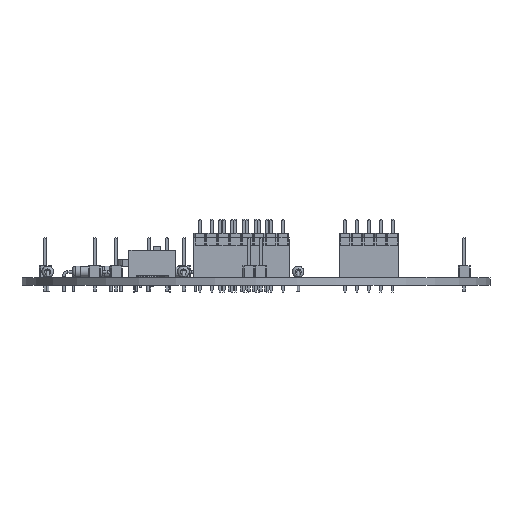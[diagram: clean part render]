
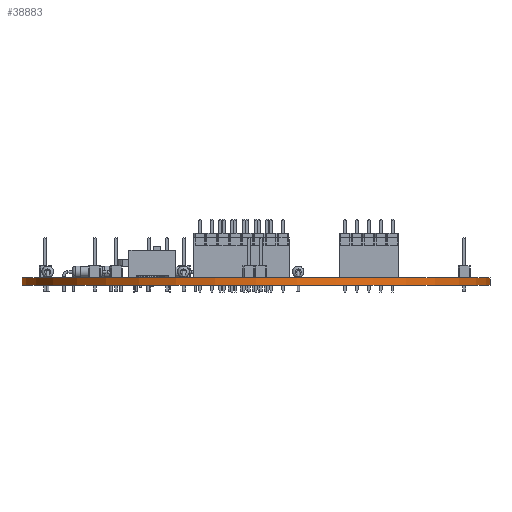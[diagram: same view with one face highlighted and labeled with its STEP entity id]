
A CAD part, front view. The second image highlights one B-rep face of the part: STEP entity #38883.
In plain terms, the highlighted cylindrical face has radius 50 mm (diameter 100 mm), a full revolution.
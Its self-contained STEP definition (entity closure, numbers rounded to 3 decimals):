
#38883 = ADVANCED_FACE('',(#38884),#38911,.T.);
#38884 = FACE_BOUND('',#38885,.F.);
#38885 = EDGE_LOOP('',(#38886,#38896,#38903,#38904));
#38886 = ORIENTED_EDGE('',*,*,#38887,.T.);
#38887 = EDGE_CURVE('',#38888,#38890,#38892,.T.);
#38888 = VERTEX_POINT('',#38889);
#38889 = CARTESIAN_POINT('',(198.5,-86.,0.));
#38890 = VERTEX_POINT('',#38891);
#38891 = CARTESIAN_POINT('',(198.5,-86.,1.6));
#38892 = LINE('',#38893,#38894);
#38893 = CARTESIAN_POINT('',(198.5,-86.,0.));
#38894 = VECTOR('',#38895,1.);
#38895 = DIRECTION('',(0.,0.,1.));
#38896 = ORIENTED_EDGE('',*,*,#38897,.T.);
#38897 = EDGE_CURVE('',#38890,#38890,#38898,.T.);
#38898 = CIRCLE('',#38899,50.);
#38899 = AXIS2_PLACEMENT_3D('',#38900,#38901,#38902);
#38900 = CARTESIAN_POINT('',(148.5,-86.,1.6));
#38901 = DIRECTION('',(0.,0.,1.));
#38902 = DIRECTION('',(1.,0.,-0.));
#38903 = ORIENTED_EDGE('',*,*,#38887,.F.);
#38904 = ORIENTED_EDGE('',*,*,#38905,.F.);
#38905 = EDGE_CURVE('',#38888,#38888,#38906,.T.);
#38906 = CIRCLE('',#38907,50.);
#38907 = AXIS2_PLACEMENT_3D('',#38908,#38909,#38910);
#38908 = CARTESIAN_POINT('',(148.5,-86.,0.));
#38909 = DIRECTION('',(0.,0.,1.));
#38910 = DIRECTION('',(1.,0.,-0.));
#38911 = CYLINDRICAL_SURFACE('',#38912,50.);
#38912 = AXIS2_PLACEMENT_3D('',#38913,#38914,#38915);
#38913 = CARTESIAN_POINT('',(148.5,-86.,0.));
#38914 = DIRECTION('',(-0.,-0.,-1.));
#38915 = DIRECTION('',(1.,0.,-0.));
